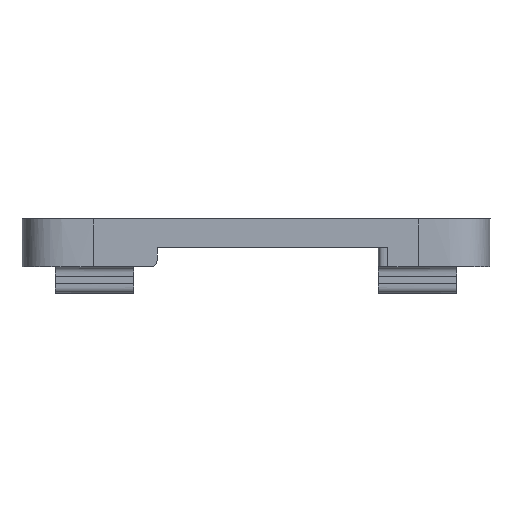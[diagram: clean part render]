
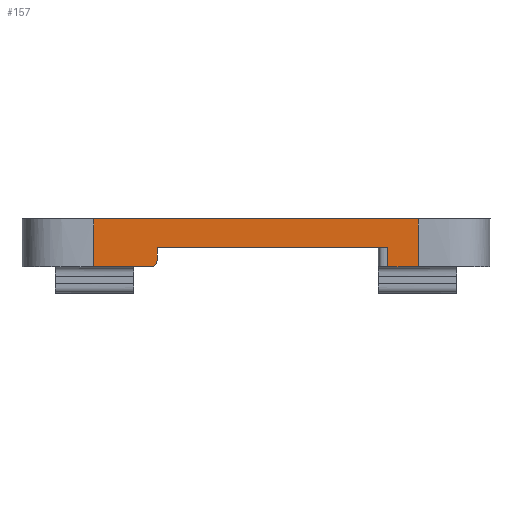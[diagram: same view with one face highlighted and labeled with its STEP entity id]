
A CAD part, left-side view. The second image highlights one B-rep face of the part: STEP entity #157.
In plain terms, the highlighted planar face has unit normal (-1, 0, 0).
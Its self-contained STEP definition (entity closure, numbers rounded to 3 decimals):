
#157=ADVANCED_FACE('',(#297),#2590,.T.);
#297=FACE_OUTER_BOUND('',#443,.T.);
#443=EDGE_LOOP('',(#1039,#1040,#1041,#1042,#1043,#1044,#1045,#1046,#1047));
#1039=ORIENTED_EDGE('',*,*,#1678,.F.);
#1040=ORIENTED_EDGE('',*,*,#1679,.T.);
#1041=ORIENTED_EDGE('',*,*,#1672,.F.);
#1042=ORIENTED_EDGE('',*,*,#1676,.T.);
#1043=ORIENTED_EDGE('',*,*,#1671,.T.);
#1044=ORIENTED_EDGE('',*,*,#1632,.T.);
#1045=ORIENTED_EDGE('',*,*,#1631,.F.);
#1046=ORIENTED_EDGE('',*,*,#1684,.F.);
#1047=ORIENTED_EDGE('',*,*,#1685,.F.);
#1631=EDGE_CURVE('',#2345,#2346,#2088,.T.);
#1632=EDGE_CURVE('',#2332,#2346,#1821,.T.);
#1671=EDGE_CURVE('',#2418,#2332,#2114,.T.);
#1672=EDGE_CURVE('',#2420,#2423,#2115,.T.);
#1676=EDGE_CURVE('',#2420,#2418,#2119,.T.);
#1678=EDGE_CURVE('',#2422,#2425,#2121,.T.);
#1679=EDGE_CURVE('',#2422,#2423,#2122,.T.);
#1684=EDGE_CURVE('',#2424,#2345,#2126,.T.);
#1685=EDGE_CURVE('',#2425,#2424,#2127,.T.);
#1821=(
BOUNDED_CURVE()
B_SPLINE_CURVE(1,(#5079,#5080,#5081,#5082,#5083,#5084),.UNSPECIFIED.,.F.,
 .F.)
B_SPLINE_CURVE_WITH_KNOTS((2,1,1,1,1,2),(-296.324,-290.963,
-276.75,-252.509,-251.167,-251.135),
 .UNSPECIFIED.)
CURVE()
GEOMETRIC_REPRESENTATION_ITEM()
RATIONAL_B_SPLINE_CURVE((1.,1.,1.,1.,1.,1.))
REPRESENTATION_ITEM('')
);
#2088=B_SPLINE_CURVE_WITH_KNOTS('',1,(#5077,#5078),.UNSPECIFIED.,.F.,.F.,
(2,2),(0.,4.),.UNSPECIFIED.);
#2114=B_SPLINE_CURVE_WITH_KNOTS('',1,(#5226,#5227),.UNSPECIFIED.,.F.,.F.,
(2,2),(-2.,0.),.UNSPECIFIED.);
#2115=B_SPLINE_CURVE_WITH_KNOTS('',1,(#5228,#5229,#5230),.UNSPECIFIED.,
 .F.,.F.,(2,1,2),(-16.663,-14.,-5.359),
 .UNSPECIFIED.);
#2119=B_SPLINE_CURVE_WITH_KNOTS('',5,(#5237,#5238,#5239,#5240,#5241,#5242),
 .UNSPECIFIED.,.F.,.F.,(6,6),(-3.766,0.),.UNSPECIFIED.);
#2121=B_SPLINE_CURVE_WITH_KNOTS('',1,(#5249,#5250,#5251,#5252,#5253,#5254,
#5255,#5256),.UNSPECIFIED.,.F.,.F.,(2,1,1,1,1,1,1,2),(-95.698,
-83.849,-78.488,-64.275,-40.034,
-38.692,-38.335,-37.908),.UNSPECIFIED.);
#2122=B_SPLINE_CURVE_WITH_KNOTS('',1,(#5257,#5258),.UNSPECIFIED.,.F.,.F.,
(2,2),(0.,10.),.UNSPECIFIED.);
#2126=B_SPLINE_CURVE_WITH_KNOTS('',1,(#5305,#5306),.UNSPECIFIED.,.F.,.F.,
(2,2),(15.,21.417),.UNSPECIFIED.);
#2127=B_SPLINE_CURVE_WITH_KNOTS('',1,(#5307,#5308),.UNSPECIFIED.,.F.,.F.,
(2,2),(0.,10.),.UNSPECIFIED.);
#2332=VERTEX_POINT('',#3780);
#2345=VERTEX_POINT('',#3793);
#2346=VERTEX_POINT('',#3794);
#2418=VERTEX_POINT('',#3866);
#2420=VERTEX_POINT('',#3868);
#2422=VERTEX_POINT('',#3870);
#2423=VERTEX_POINT('',#3871);
#2424=VERTEX_POINT('',#3872);
#2425=VERTEX_POINT('',#3873);
#2590=PLANE('',#2747);
#2747=AXIS2_PLACEMENT_3D('',#3417,#2830,$);
#2830=DIRECTION('',(-1.,0.,0.));
#3417=CARTESIAN_POINT('',(-493.025,137.977,-0.156));
#3780=CARTESIAN_POINT('',(-493.025,232.13,-9.035));
#3793=CARTESIAN_POINT('',(-493.025,183.889,-13.035));
#3794=CARTESIAN_POINT('',(-493.025,183.889,-9.035));
#3866=CARTESIAN_POINT('',(-493.025,232.13,-11.035));
#3868=CARTESIAN_POINT('',(-493.025,234.13,-13.035));
#3870=CARTESIAN_POINT('',(-493.025,245.434,-3.035));
#3871=CARTESIAN_POINT('',(-493.025,245.434,-13.035));
#3872=CARTESIAN_POINT('',(-493.025,177.472,-13.035));
#3873=CARTESIAN_POINT('',(-493.025,177.472,-3.035));
#5077=CARTESIAN_POINT('',(-493.025,183.889,-13.035));
#5078=CARTESIAN_POINT('',(-493.025,183.889,-9.035));
#5079=CARTESIAN_POINT('',(-493.025,232.13,-9.035));
#5080=CARTESIAN_POINT('',(-493.025,226.472,-9.035));
#5081=CARTESIAN_POINT('',(-493.025,211.472,-9.035));
#5082=CARTESIAN_POINT('',(-493.025,185.889,-9.035));
#5083=CARTESIAN_POINT('',(-493.025,184.472,-9.035));
#5084=CARTESIAN_POINT('',(-493.025,183.889,-9.035));
#5226=CARTESIAN_POINT('',(-493.025,232.13,-11.035));
#5227=CARTESIAN_POINT('',(-493.025,232.13,-9.035));
#5228=CARTESIAN_POINT('',(-493.025,234.13,-13.035));
#5229=CARTESIAN_POINT('',(-493.025,236.793,-13.035));
#5230=CARTESIAN_POINT('',(-493.025,245.434,-13.035));
#5237=CARTESIAN_POINT('',(-493.025,234.13,-13.035));
#5238=CARTESIAN_POINT('',(-493.025,233.33,-13.035));
#5239=CARTESIAN_POINT('',(-493.025,232.53,-13.035));
#5240=CARTESIAN_POINT('',(-493.025,232.13,-12.635));
#5241=CARTESIAN_POINT('',(-493.025,232.13,-11.835));
#5242=CARTESIAN_POINT('',(-493.025,232.13,-11.035));
#5249=CARTESIAN_POINT('',(-493.025,245.434,-3.035));
#5250=CARTESIAN_POINT('',(-493.025,232.13,-3.035));
#5251=CARTESIAN_POINT('',(-493.025,226.472,-3.035));
#5252=CARTESIAN_POINT('',(-493.025,211.472,-3.035));
#5253=CARTESIAN_POINT('',(-493.025,185.889,-3.035));
#5254=CARTESIAN_POINT('',(-493.025,184.472,-3.035));
#5255=CARTESIAN_POINT('',(-493.025,177.944,-3.035));
#5256=CARTESIAN_POINT('',(-493.025,177.472,-3.035));
#5257=CARTESIAN_POINT('',(-493.025,245.434,-3.035));
#5258=CARTESIAN_POINT('',(-493.025,245.434,-13.035));
#5305=CARTESIAN_POINT('',(-493.025,177.472,-13.035));
#5306=CARTESIAN_POINT('',(-493.025,183.889,-13.035));
#5307=CARTESIAN_POINT('',(-493.025,177.472,-3.035));
#5308=CARTESIAN_POINT('',(-493.025,177.472,-13.035));
